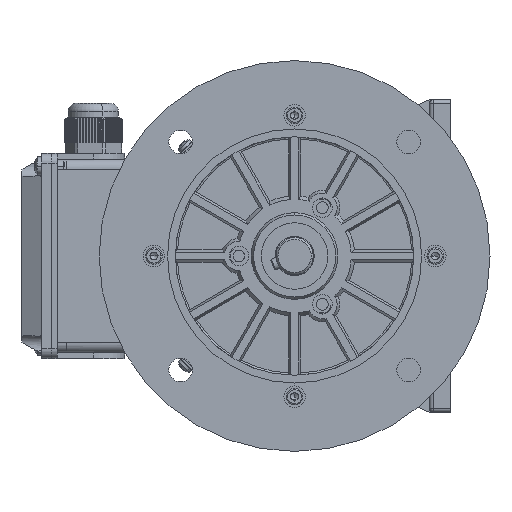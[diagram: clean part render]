
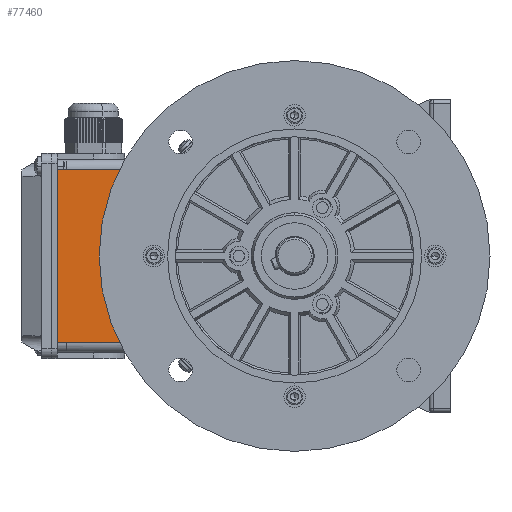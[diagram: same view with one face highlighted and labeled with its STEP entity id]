
A CAD part, left-side view. The second image highlights one B-rep face of the part: STEP entity #77460.
In plain terms, the highlighted face is planar.
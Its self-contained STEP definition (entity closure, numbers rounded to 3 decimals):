
#7 = ORIENTED_EDGE ( 'NONE', *, *, #62215, .T. ) ;
#9 = CARTESIAN_POINT ( 'NONE',  ( -44.5, 68., 39.5 ) ) ;
#504 = VERTEX_POINT ( 'NONE', #58674 ) ;
#7974 = ORIENTED_EDGE ( 'NONE', *, *, #123175, .F. ) ;
#8899 = CARTESIAN_POINT ( 'NONE',  ( -52.5, 68., 39.5 ) ) ;
#10642 = PLANE ( 'NONE',  #61380 ) ;
#12691 = CARTESIAN_POINT ( 'NONE',  ( 44.5, 68., 39.5 ) ) ;
#17124 = CARTESIAN_POINT ( 'NONE',  ( 44.5, 68., 5. ) ) ;
#19112 = VECTOR ( 'NONE', #126038, 1000. ) ;
#21829 = LINE ( 'NONE', #8899, #89961 ) ;
#24156 = ORIENTED_EDGE ( 'NONE', *, *, #80406, .T. ) ;
#26409 = VECTOR ( 'NONE', #93594, 1000. ) ;
#28184 = VERTEX_POINT ( 'NONE', #9 ) ;
#34670 = EDGE_CURVE ( 'NONE', #504, #92434, #116247, .T. ) ;
#46436 = DIRECTION ( 'NONE',  ( 0., 0., -1. ) ) ;
#58674 = CARTESIAN_POINT ( 'NONE',  ( 44.5, 68., 39.5 ) ) ;
#59346 = DIRECTION ( 'NONE',  ( 0., -1., 0. ) ) ;
#61380 = AXIS2_PLACEMENT_3D ( 'NONE', #72300, #59346, #46436 ) ;
#62215 = EDGE_CURVE ( 'NONE', #28184, #504, #21829, .T. ) ;
#66408 = ORIENTED_EDGE ( 'NONE', *, *, #34670, .T. ) ;
#67889 = FACE_OUTER_BOUND ( 'NONE', #121675, .T. ) ;
#72300 = CARTESIAN_POINT ( 'NONE',  ( -52.5, 68., 39.5 ) ) ;
#77460 = ADVANCED_FACE ( 'NONE', ( #67889 ), #10642, .F. ) ;
#78986 = DIRECTION ( 'NONE',  ( 0., 0., 1. ) ) ;
#80406 = EDGE_CURVE ( 'NONE', #80750, #28184, #104912, .T. ) ;
#80750 = VERTEX_POINT ( 'NONE', #92569 ) ;
#87818 = VECTOR ( 'NONE', #78986, 1000. ) ;
#89961 = VECTOR ( 'NONE', #122321, 1000. ) ;
#91970 = CARTESIAN_POINT ( 'NONE',  ( -44.5, 68., 39.5 ) ) ;
#92434 = VERTEX_POINT ( 'NONE', #17124 ) ;
#92569 = CARTESIAN_POINT ( 'NONE',  ( -44.5, 68., 5. ) ) ;
#93594 = DIRECTION ( 'NONE',  ( 1., 0., 0. ) ) ;
#104912 = LINE ( 'NONE', #91970, #87818 ) ;
#106566 = CARTESIAN_POINT ( 'NONE',  ( -52.5, 68., 5. ) ) ;
#116247 = LINE ( 'NONE', #12691, #19112 ) ;
#119490 = LINE ( 'NONE', #106566, #26409 ) ;
#121675 = EDGE_LOOP ( 'NONE', ( #7, #66408, #7974, #24156 ) ) ;
#122321 = DIRECTION ( 'NONE',  ( 1., 0., 0. ) ) ;
#123175 = EDGE_CURVE ( 'NONE', #80750, #92434, #119490, .T. ) ;
#126038 = DIRECTION ( 'NONE',  ( 0., 0., -1. ) ) ;
